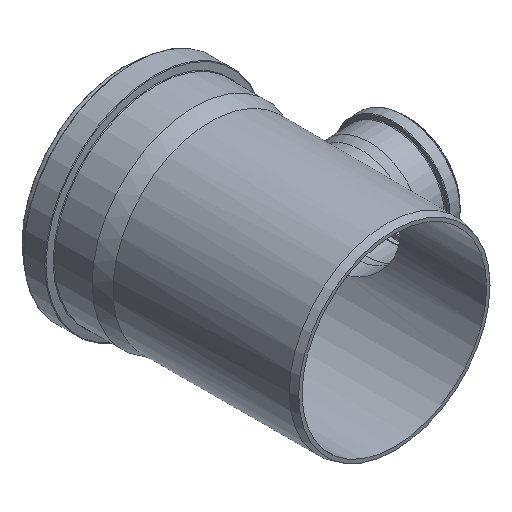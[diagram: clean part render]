
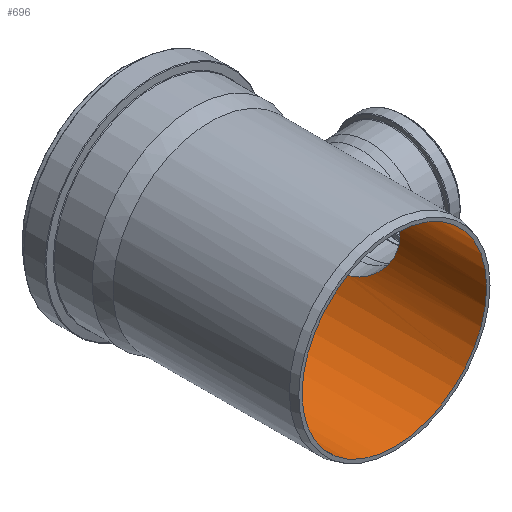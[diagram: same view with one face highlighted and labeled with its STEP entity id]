
A CAD part, isometric view. The second image highlights one B-rep face of the part: STEP entity #696.
In plain terms, the highlighted cylindrical face has radius 149.1 mm (diameter 298.2 mm), a full revolution.
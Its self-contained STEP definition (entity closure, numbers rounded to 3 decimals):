
#70=FACE_BOUND('',#308,.T.);
#71=FACE_BOUND('',#309,.T.);
#139=CIRCLE('',#784,149.1);
#140=CIRCLE('',#786,149.1);
#174=CYLINDRICAL_SURFACE('',#785,149.1);
#217=FACE_OUTER_BOUND('',#307,.T.);
#307=EDGE_LOOP('',(#606));
#308=EDGE_LOOP('',(#607));
#309=EDGE_LOOP('',(#608));
#374=B_SPLINE_CURVE_WITH_KNOTS('',3,(#1573,#1574,#1575,#1576,#1577,#1578,
#1579,#1580,#1581,#1582,#1583,#1584,#1585,#1586,#1587,#1588,#1589,#1590,
#1591,#1592,#1593,#1594,#1595,#1596,#1597,#1598,#1599,#1600,#1601,#1602,
#1603,#1604,#1605,#1606,#1607,#1608,#1609,#1610,#1611,#1612,#1613,#1614,
#1615,#1616,#1617,#1618,#1619,#1620,#1621,#1622,#1623,#1624,#1625,#1626,
#1627,#1628,#1629,#1630,#1631,#1632,#1633,#1634,#1635,#1636,#1637,#1638),
 .UNSPECIFIED.,.T.,.F.,(4,2,2,2,2,2,2,2,2,2,2,2,2,2,2,2,2,2,2,2,2,2,2,2,
2,2,2,2,2,2,2,2,4),(0.,1.482,2.965,4.447,
5.929,7.393,8.857,10.321,11.785,
13.248,14.712,16.176,17.64,19.122,
20.604,22.087,23.569,25.024,26.479,
27.934,29.389,30.851,32.313,33.775,
35.236,36.698,38.16,39.622,41.084,
42.539,43.994,45.449,46.904),
 .UNSPECIFIED.);
#388=VERTEX_POINT('',#1572);
#416=VERTEX_POINT('',#1721);
#417=VERTEX_POINT('',#1724);
#460=EDGE_CURVE('',#388,#388,#374,.T.);
#488=EDGE_CURVE('',#416,#416,#139,.T.);
#489=EDGE_CURVE('',#417,#417,#140,.T.);
#606=ORIENTED_EDGE('',*,*,#488,.T.);
#607=ORIENTED_EDGE('',*,*,#460,.F.);
#608=ORIENTED_EDGE('',*,*,#489,.F.);
#696=ADVANCED_FACE('',(#217,#70,#71),#174,.F.);
#784=AXIS2_PLACEMENT_3D('',#1722,#958,#959);
#785=AXIS2_PLACEMENT_3D('',#1723,#960,#961);
#786=AXIS2_PLACEMENT_3D('',#1725,#962,#963);
#958=DIRECTION('center_axis',(0.,-1.,0.));
#959=DIRECTION('ref_axis',(1.,0.,0.));
#960=DIRECTION('center_axis',(0.,-1.,0.));
#961=DIRECTION('ref_axis',(1.,0.,0.));
#962=DIRECTION('center_axis',(0.,-1.,0.));
#963=DIRECTION('ref_axis',(1.,0.,0.));
#1572=CARTESIAN_POINT('',(128.187,-81.588,76.15));
#1573=CARTESIAN_POINT('Ctrl Pts',(128.187,-81.588,76.15));
#1574=CARTESIAN_POINT('Ctrl Pts',(128.187,-76.647,76.15));
#1575=CARTESIAN_POINT('Ctrl Pts',(128.481,-71.578,75.663));
#1576=CARTESIAN_POINT('Ctrl Pts',(129.636,-61.559,73.666));
#1577=CARTESIAN_POINT('Ctrl Pts',(130.495,-56.609,72.158));
#1578=CARTESIAN_POINT('Ctrl Pts',(132.595,-47.155,68.223));
#1579=CARTESIAN_POINT('Ctrl Pts',(133.834,-42.642,65.793));
#1580=CARTESIAN_POINT('Ctrl Pts',(136.435,-34.302,60.213));
#1581=CARTESIAN_POINT('Ctrl Pts',(137.795,-30.475,57.063));
#1582=CARTESIAN_POINT('Ctrl Pts',(140.367,-23.73,50.404));
#1583=CARTESIAN_POINT('Ctrl Pts',(141.675,-20.559,46.66));
#1584=CARTESIAN_POINT('Ctrl Pts',(144.115,-14.927,38.471));
#1585=CARTESIAN_POINT('Ctrl Pts',(145.244,-12.465,34.026));
#1586=CARTESIAN_POINT('Ctrl Pts',(147.118,-8.481,24.695));
#1587=CARTESIAN_POINT('Ctrl Pts',(147.863,-6.955,19.8));
#1588=CARTESIAN_POINT('Ctrl Pts',(148.855,-4.94,9.893));
#1589=CARTESIAN_POINT('Ctrl Pts',(149.1,-4.452,4.879));
#1590=CARTESIAN_POINT('Ctrl Pts',(149.1,-4.452,-4.879));
#1591=CARTESIAN_POINT('Ctrl Pts',(148.855,-4.94,-9.893));
#1592=CARTESIAN_POINT('Ctrl Pts',(147.863,-6.955,-19.8));
#1593=CARTESIAN_POINT('Ctrl Pts',(147.118,-8.481,-24.695));
#1594=CARTESIAN_POINT('Ctrl Pts',(145.244,-12.465,-34.026));
#1595=CARTESIAN_POINT('Ctrl Pts',(144.115,-14.927,-38.471));
#1596=CARTESIAN_POINT('Ctrl Pts',(141.675,-20.559,-46.66));
#1597=CARTESIAN_POINT('Ctrl Pts',(140.367,-23.73,-50.404));
#1598=CARTESIAN_POINT('Ctrl Pts',(137.795,-30.475,-57.063));
#1599=CARTESIAN_POINT('Ctrl Pts',(136.435,-34.302,-60.213));
#1600=CARTESIAN_POINT('Ctrl Pts',(133.834,-42.642,-65.793));
#1601=CARTESIAN_POINT('Ctrl Pts',(132.595,-47.155,-68.223));
#1602=CARTESIAN_POINT('Ctrl Pts',(130.495,-56.609,-72.158));
#1603=CARTESIAN_POINT('Ctrl Pts',(129.636,-61.559,-73.666));
#1604=CARTESIAN_POINT('Ctrl Pts',(128.481,-71.578,-75.663));
#1605=CARTESIAN_POINT('Ctrl Pts',(128.187,-76.647,-76.15));
#1606=CARTESIAN_POINT('Ctrl Pts',(128.187,-86.438,-76.15));
#1607=CARTESIAN_POINT('Ctrl Pts',(128.47,-91.418,-75.68));
#1608=CARTESIAN_POINT('Ctrl Pts',(129.601,-101.253,-73.728));
#1609=CARTESIAN_POINT('Ctrl Pts',(130.446,-106.108,-72.246));
#1610=CARTESIAN_POINT('Ctrl Pts',(132.524,-115.362,-68.36));
#1611=CARTESIAN_POINT('Ctrl Pts',(133.755,-119.77,-65.952));
#1612=CARTESIAN_POINT('Ctrl Pts',(136.345,-127.895,-60.416));
#1613=CARTESIAN_POINT('Ctrl Pts',(137.702,-131.612,-57.286));
#1614=CARTESIAN_POINT('Ctrl Pts',(140.29,-138.2,-50.62));
#1615=CARTESIAN_POINT('Ctrl Pts',(141.616,-141.305,-46.842));
#1616=CARTESIAN_POINT('Ctrl Pts',(144.085,-146.795,-38.587));
#1617=CARTESIAN_POINT('Ctrl Pts',(145.225,-149.182,-34.11));
#1618=CARTESIAN_POINT('Ctrl Pts',(147.113,-153.033,-24.729));
#1619=CARTESIAN_POINT('Ctrl Pts',(147.862,-154.5,-19.816));
#1620=CARTESIAN_POINT('Ctrl Pts',(148.855,-156.432,-9.888));
#1621=CARTESIAN_POINT('Ctrl Pts',(149.1,-156.897,-4.873));
#1622=CARTESIAN_POINT('Ctrl Pts',(149.1,-156.897,4.873));
#1623=CARTESIAN_POINT('Ctrl Pts',(148.855,-156.432,9.888));
#1624=CARTESIAN_POINT('Ctrl Pts',(147.862,-154.5,19.816));
#1625=CARTESIAN_POINT('Ctrl Pts',(147.113,-153.033,24.729));
#1626=CARTESIAN_POINT('Ctrl Pts',(145.225,-149.182,34.11));
#1627=CARTESIAN_POINT('Ctrl Pts',(144.085,-146.795,38.587));
#1628=CARTESIAN_POINT('Ctrl Pts',(141.616,-141.305,46.842));
#1629=CARTESIAN_POINT('Ctrl Pts',(140.29,-138.2,50.62));
#1630=CARTESIAN_POINT('Ctrl Pts',(137.702,-131.612,57.286));
#1631=CARTESIAN_POINT('Ctrl Pts',(136.345,-127.895,60.416));
#1632=CARTESIAN_POINT('Ctrl Pts',(133.755,-119.77,65.952));
#1633=CARTESIAN_POINT('Ctrl Pts',(132.524,-115.362,68.36));
#1634=CARTESIAN_POINT('Ctrl Pts',(130.446,-106.108,72.246));
#1635=CARTESIAN_POINT('Ctrl Pts',(129.601,-101.253,73.728));
#1636=CARTESIAN_POINT('Ctrl Pts',(128.47,-91.418,75.68));
#1637=CARTESIAN_POINT('Ctrl Pts',(128.187,-86.438,76.15));
#1638=CARTESIAN_POINT('Ctrl Pts',(128.187,-81.588,76.15));
#1721=CARTESIAN_POINT('',(149.1,-297.185,0.));
#1722=CARTESIAN_POINT('Origin',(0.,-297.185,
0.));
#1723=CARTESIAN_POINT('Origin',(0.,-148.592,
0.));
#1724=CARTESIAN_POINT('',(149.1,0.,0.));
#1725=CARTESIAN_POINT('Origin',(0.,0.,
0.));
